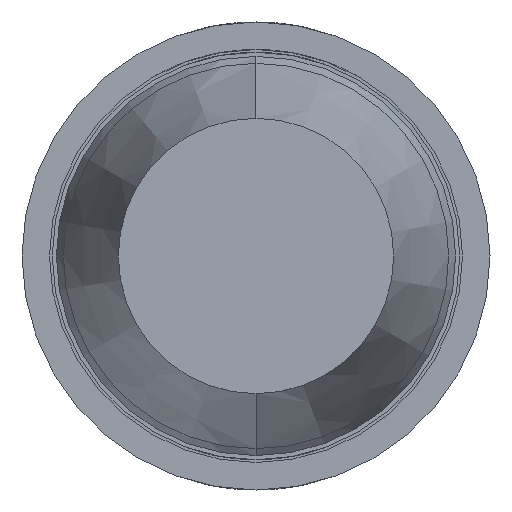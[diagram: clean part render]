
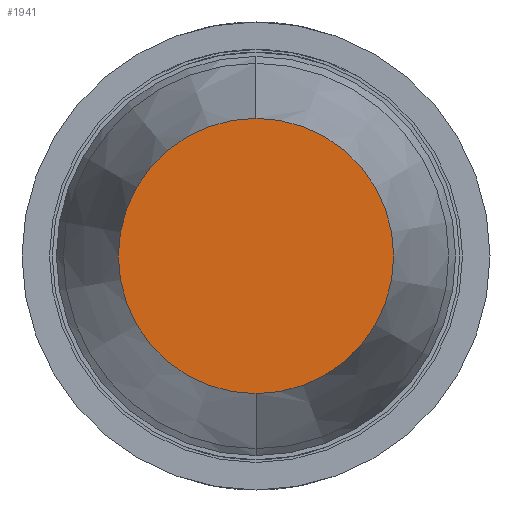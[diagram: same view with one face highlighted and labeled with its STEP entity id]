
A CAD part, front view. The second image highlights one B-rep face of the part: STEP entity #1941.
In plain terms, the highlighted planar face has unit normal (0, -1, 0).
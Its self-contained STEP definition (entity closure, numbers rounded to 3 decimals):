
#21 = DIRECTION ( 'NONE',  ( 0., 0., -1. ) ) ;
#31 = CARTESIAN_POINT ( 'NONE',  ( 0., -36.5, 0.5 ) ) ;
#669 = CIRCLE ( 'NONE', #2722, 0.5 ) ;
#858 = VERTEX_POINT ( 'NONE', #2629 ) ;
#886 = PLANE ( 'NONE',  #6448 ) ;
#951 = EDGE_CURVE ( 'Defeature ausgef�hrt1_55+Defeature ausgef�hrt1_54+Defeature ausgef�hrt1_54+Defeature ausgef�hrt1_54', #3730, #858, #1796, .T. ) ;
#1383 = CARTESIAN_POINT ( 'NONE',  ( 0.725, -36.5, 0. ) ) ;
#1519 = DIRECTION ( 'NONE',  ( 0., -1., 0. ) ) ;
#1796 = CIRCLE ( 'NONE', #3734, 0.5 ) ;
#1831 = FACE_OUTER_BOUND ( 'NONE', #2428, .T. ) ;
#1881 = DIRECTION ( 'NONE',  ( 0., 0., 1. ) ) ;
#1941 = ADVANCED_FACE ( 'Defeature ausgef�hrt1_55', ( #1831 ), #886, .F. ) ;
#1953 = ORIENTED_EDGE ( 'NONE', *, *, #951, .T. ) ;
#2357 = DIRECTION ( 'NONE',  ( 0., -1., 0. ) ) ;
#2428 = EDGE_LOOP ( 'NONE', ( #1953, #3602 ) ) ;
#2629 = CARTESIAN_POINT ( 'NONE',  ( 0., -36.5, -0.5 ) ) ;
#2722 = AXIS2_PLACEMENT_3D ( 'NONE', #4895, #2357, #6292 ) ;
#3024 = CARTESIAN_POINT ( 'NONE',  ( 0., -36.5, 0. ) ) ;
#3602 = ORIENTED_EDGE ( 'NONE', *, *, #4508, .T. ) ;
#3730 = VERTEX_POINT ( 'NONE', #31 ) ;
#3734 = AXIS2_PLACEMENT_3D ( 'NONE', #3024, #1519, #21 ) ;
#4508 = EDGE_CURVE ( 'Defeature ausgef�hrt1_55+Defeature ausgef�hrt1_54+Defeature ausgef�hrt1_54+Defeature ausgef�hrt1_54', #858, #3730, #669, .T. ) ;
#4880 = DIRECTION ( 'NONE',  ( 0., 1., 0. ) ) ;
#4895 = CARTESIAN_POINT ( 'NONE',  ( 0., -36.5, 0. ) ) ;
#6292 = DIRECTION ( 'NONE',  ( 0., 0., -1. ) ) ;
#6448 = AXIS2_PLACEMENT_3D ( 'NONE', #1383, #4880, #1881 ) ;
